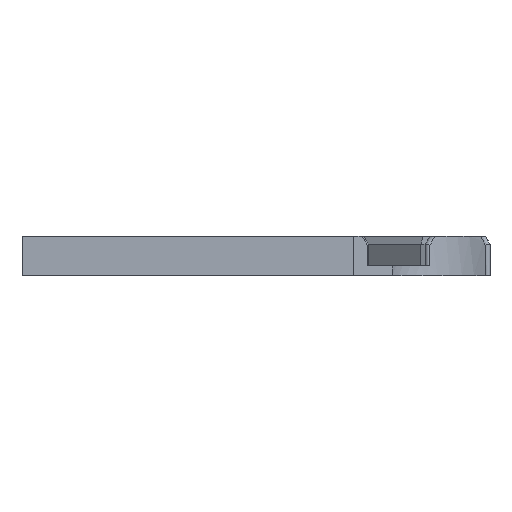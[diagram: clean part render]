
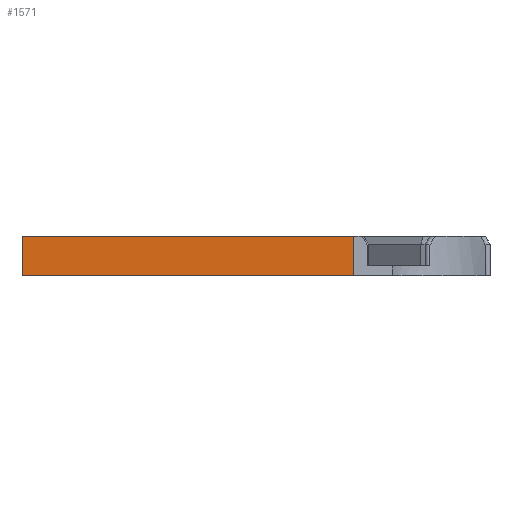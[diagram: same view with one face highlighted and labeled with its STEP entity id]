
A CAD part, front view. The second image highlights one B-rep face of the part: STEP entity #1571.
In plain terms, the highlighted planar face has unit normal (0, -1, 0).
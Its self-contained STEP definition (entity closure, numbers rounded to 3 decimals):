
#90=PLANE('',#1701);
#191=FACE_OUTER_BOUND('',#279,.T.);
#279=EDGE_LOOP('',(#1392,#1393,#1394,#1395));
#333=LINE('',#2315,#513);
#419=LINE('',#2628,#599);
#423=LINE('',#2635,#603);
#482=LINE('',#2753,#662);
#513=VECTOR('',#1769,10.);
#599=VECTOR('',#1965,10.);
#603=VECTOR('',#1971,10.);
#662=VECTOR('',#2094,10.);
#697=VERTEX_POINT('',#2312);
#698=VERTEX_POINT('',#2314);
#785=VERTEX_POINT('',#2626);
#787=VERTEX_POINT('',#2633);
#848=EDGE_CURVE('',#698,#697,#333,.T.);
#964=EDGE_CURVE('',#697,#785,#419,.T.);
#968=EDGE_CURVE('',#787,#785,#423,.T.);
#1027=EDGE_CURVE('',#698,#787,#482,.T.);
#1392=ORIENTED_EDGE('',*,*,#848,.T.);
#1393=ORIENTED_EDGE('',*,*,#964,.T.);
#1394=ORIENTED_EDGE('',*,*,#968,.F.);
#1395=ORIENTED_EDGE('',*,*,#1027,.F.);
#1571=ADVANCED_FACE('',(#191),#90,.T.);
#1701=AXIS2_PLACEMENT_3D('',#2752,#2092,#2093);
#1769=DIRECTION('',(1.,0.,0.));
#1965=DIRECTION('',(0.,0.,1.));
#1971=DIRECTION('',(1.,0.,0.));
#2092=DIRECTION('center_axis',(0.,-1.,0.));
#2093=DIRECTION('ref_axis',(1.,0.,0.));
#2094=DIRECTION('',(0.,0.,1.));
#2312=CARTESIAN_POINT('',(50.975,0.,0.));
#2314=CARTESIAN_POINT('',(0.,0.,0.));
#2315=CARTESIAN_POINT('',(0.,0.,0.));
#2626=CARTESIAN_POINT('',(50.975,0.,6.));
#2628=CARTESIAN_POINT('',(50.975,0.,0.));
#2633=CARTESIAN_POINT('',(0.,0.,6.));
#2635=CARTESIAN_POINT('',(0.,0.,6.));
#2752=CARTESIAN_POINT('Origin',(0.,0.,0.));
#2753=CARTESIAN_POINT('',(0.,0.,0.));
